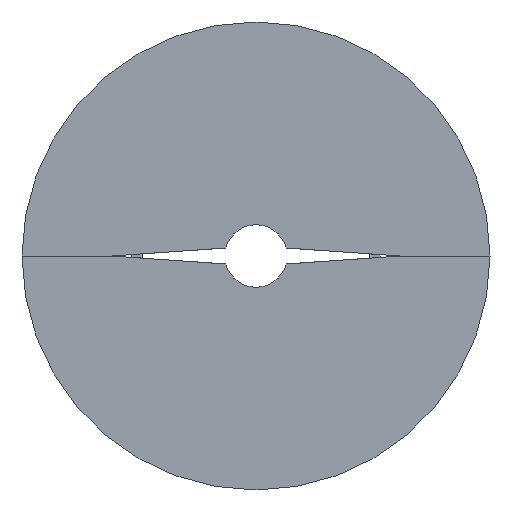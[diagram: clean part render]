
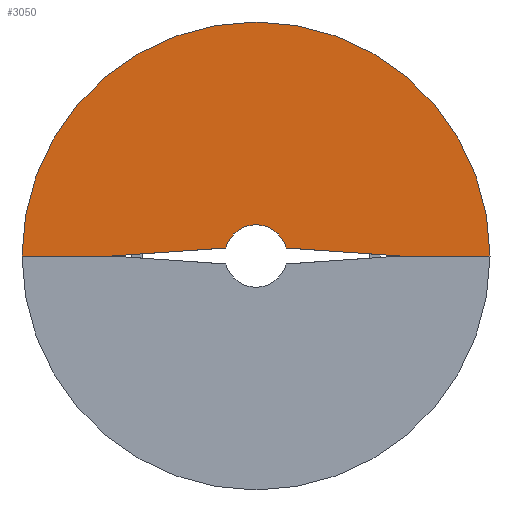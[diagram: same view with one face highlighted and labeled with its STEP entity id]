
A CAD part, front view. The second image highlights one B-rep face of the part: STEP entity #3050.
In plain terms, the highlighted planar face has unit normal (0, -1, 0).
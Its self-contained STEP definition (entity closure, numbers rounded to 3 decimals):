
#112=PLANE('',#3256);
#202=LINE('',#4324,#540);
#323=LINE('',#4706,#661);
#324=LINE('',#4709,#662);
#327=LINE('',#4716,#665);
#540=VECTOR('',#3438,10.);
#661=VECTOR('',#3687,10.);
#662=VECTOR('',#3690,10.);
#665=VECTOR('',#3699,10.);
#960=FACE_OUTER_BOUND('',#1147,.T.);
#1147=EDGE_LOOP('',(#2415,#2416,#2417,#2418,#2419,#2420));
#1291=CIRCLE('',#3208,4.);
#1293=CIRCLE('',#3253,30.);
#1388=VERTEX_POINT('',#4321);
#1389=VERTEX_POINT('',#4323);
#1410=VERTEX_POINT('',#4493);
#1478=VERTEX_POINT('',#4704);
#1479=VERTEX_POINT('',#4708);
#1480=VERTEX_POINT('',#4712);
#1681=EDGE_CURVE('',#1389,#1388,#202,.T.);
#1715=EDGE_CURVE('',#1388,#1410,#1291,.T.);
#1818=EDGE_CURVE('',#1478,#1410,#323,.T.);
#1819=EDGE_CURVE('',#1478,#1479,#324,.T.);
#1821=EDGE_CURVE('',#1480,#1479,#1293,.T.);
#1823=EDGE_CURVE('',#1389,#1480,#327,.T.);
#2415=ORIENTED_EDGE('',*,*,#1823,.F.);
#2416=ORIENTED_EDGE('',*,*,#1681,.T.);
#2417=ORIENTED_EDGE('',*,*,#1715,.T.);
#2418=ORIENTED_EDGE('',*,*,#1818,.F.);
#2419=ORIENTED_EDGE('',*,*,#1819,.T.);
#2420=ORIENTED_EDGE('',*,*,#1821,.F.);
#3050=ADVANCED_FACE('',(#960),#112,.F.);
#3208=AXIS2_PLACEMENT_3D('',#4494,#3500,#3501);
#3253=AXIS2_PLACEMENT_3D('',#4713,#3694,#3695);
#3256=AXIS2_PLACEMENT_3D('',#4718,#3702,#3703);
#3438=DIRECTION('',(0.998,0.,0.07));
#3500=DIRECTION('center_axis',(0.,1.,0.));
#3501=DIRECTION('ref_axis',(0.981,0.,0.195));
#3687=DIRECTION('',(-0.998,0.,0.07));
#3690=DIRECTION('',(1.,0.,0.));
#3694=DIRECTION('center_axis',(0.,1.,0.));
#3695=DIRECTION('ref_axis',(0.981,0.,0.195));
#3699=DIRECTION('',(-1.,0.,0.));
#3702=DIRECTION('center_axis',(0.,1.,0.));
#3703=DIRECTION('ref_axis',(1.,0.,0.));
#4321=CARTESIAN_POINT('',(-3.867,0.,1.023));
#4323=CARTESIAN_POINT('',(-18.5,0.,0.));
#4324=CARTESIAN_POINT('',(-18.5,0.,0.));
#4493=CARTESIAN_POINT('',(3.867,0.,1.023));
#4494=CARTESIAN_POINT('Origin',(0.,0.,0.));
#4704=CARTESIAN_POINT('',(18.5,0.,0.));
#4706=CARTESIAN_POINT('',(18.5,0.,0.));
#4708=CARTESIAN_POINT('',(30.,0.,0.));
#4709=CARTESIAN_POINT('',(18.5,0.,0.));
#4712=CARTESIAN_POINT('',(-30.,0.,0.));
#4713=CARTESIAN_POINT('Origin',(0.,0.,0.));
#4716=CARTESIAN_POINT('',(-18.5,0.,0.));
#4718=CARTESIAN_POINT('Origin',(0.,0.,15.));
